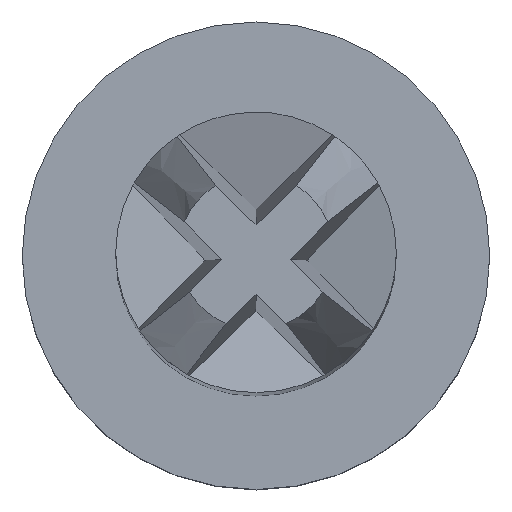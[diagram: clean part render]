
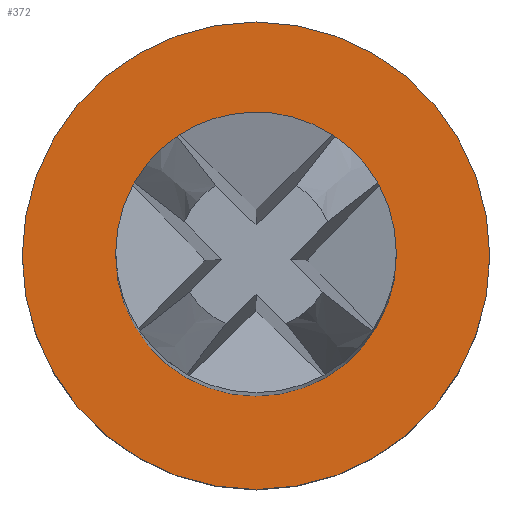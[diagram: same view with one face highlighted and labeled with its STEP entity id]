
A CAD part, top view. The second image highlights one B-rep face of the part: STEP entity #372.
In plain terms, the highlighted planar face has unit normal (0, 0, 1).
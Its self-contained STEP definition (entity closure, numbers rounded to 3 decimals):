
#1 = AXIS2_PLACEMENT_3D ( 'NONE', #300, #139, #544 ) ;
#7 = VERTEX_POINT ( 'NONE', #620 ) ;
#32 = DIRECTION ( 'NONE',  ( 1., 0., 0. ) ) ;
#37 = DIRECTION ( 'NONE',  ( 0., 0., 1. ) ) ;
#42 = FACE_OUTER_BOUND ( 'NONE', #502, .T. ) ;
#50 = VERTEX_POINT ( 'NONE', #518 ) ;
#87 = ORIENTED_EDGE ( 'NONE', *, *, #686, .T. ) ;
#91 = DIRECTION ( 'NONE',  ( 0., 0., 1. ) ) ;
#106 = VERTEX_POINT ( 'NONE', #766 ) ;
#125 = EDGE_CURVE ( 'NONE', #7, #106, #660, .T. ) ;
#139 = DIRECTION ( 'NONE',  ( 0., 0., 1. ) ) ;
#173 = DIRECTION ( 'NONE',  ( 1., 0., 0. ) ) ;
#237 = ORIENTED_EDGE ( 'NONE', *, *, #339, .F. ) ;
#253 = AXIS2_PLACEMENT_3D ( 'NONE', #708, #522, #173 ) ;
#261 = DIRECTION ( 'NONE',  ( 0., 0., 1. ) ) ;
#300 = CARTESIAN_POINT ( 'NONE',  ( 0., 0., 149. ) ) ;
#305 = ORIENTED_EDGE ( 'NONE', *, *, #653, .T. ) ;
#324 = CARTESIAN_POINT ( 'NONE',  ( 0., 0., 149. ) ) ;
#330 = FACE_BOUND ( 'NONE', #587, .T. ) ;
#334 = AXIS2_PLACEMENT_3D ( 'NONE', #324, #261, #568 ) ;
#339 = EDGE_CURVE ( 'NONE', #106, #7, #362, .T. ) ;
#343 = ORIENTED_EDGE ( 'NONE', *, *, #125, .F. ) ;
#362 = CIRCLE ( 'NONE', #425, 3. ) ;
#372 = ADVANCED_FACE ( 'NONE', ( #330, #42 ), #576, .T. ) ;
#414 = CIRCLE ( 'NONE', #334, 5. ) ;
#425 = AXIS2_PLACEMENT_3D ( 'NONE', #748, #37, #516 ) ;
#502 = EDGE_LOOP ( 'NONE', ( #305, #87 ) ) ;
#516 = DIRECTION ( 'NONE',  ( 1., 0., 0. ) ) ;
#518 = CARTESIAN_POINT ( 'NONE',  ( 5., 0., 149. ) ) ;
#522 = DIRECTION ( 'NONE',  ( 0., 0., 1. ) ) ;
#544 = DIRECTION ( 'NONE',  ( 1., 0., 0. ) ) ;
#549 = VERTEX_POINT ( 'NONE', #668 ) ;
#568 = DIRECTION ( 'NONE',  ( 1., 0., 0. ) ) ;
#574 = AXIS2_PLACEMENT_3D ( 'NONE', #753, #91, #32 ) ;
#576 = PLANE ( 'NONE',  #574 ) ;
#587 = EDGE_LOOP ( 'NONE', ( #237, #343 ) ) ;
#620 = CARTESIAN_POINT ( 'NONE',  ( 3., 0., 149. ) ) ;
#653 = EDGE_CURVE ( 'NONE', #50, #549, #752, .T. ) ;
#660 = CIRCLE ( 'NONE', #253, 3. ) ;
#668 = CARTESIAN_POINT ( 'NONE',  ( -5., 0., 149. ) ) ;
#686 = EDGE_CURVE ( 'NONE', #549, #50, #414, .T. ) ;
#708 = CARTESIAN_POINT ( 'NONE',  ( 0., 0., 149. ) ) ;
#748 = CARTESIAN_POINT ( 'NONE',  ( 0., 0., 149. ) ) ;
#752 = CIRCLE ( 'NONE', #1, 5. ) ;
#753 = CARTESIAN_POINT ( 'NONE',  ( 0., 0., 149. ) ) ;
#766 = CARTESIAN_POINT ( 'NONE',  ( -3., 0., 149. ) ) ;
